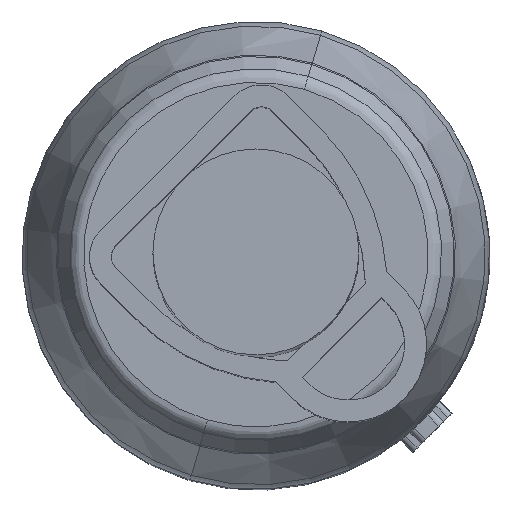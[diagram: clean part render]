
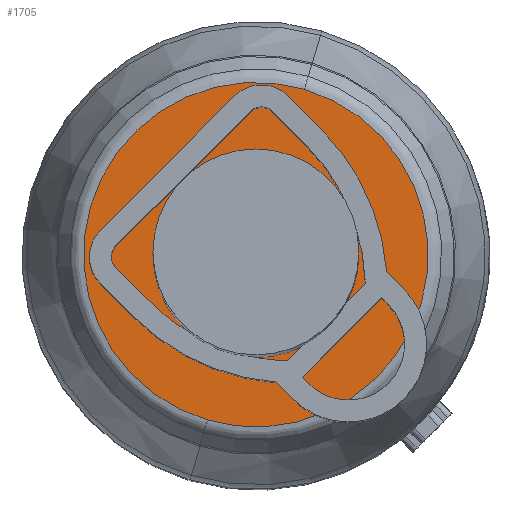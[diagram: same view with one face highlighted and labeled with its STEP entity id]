
A CAD part, top view. The second image highlights one B-rep face of the part: STEP entity #1705.
In plain terms, the highlighted planar face has unit normal (0, 0, 1).
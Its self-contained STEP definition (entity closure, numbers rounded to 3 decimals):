
#47=AXIS2_PLACEMENT_3D('Circle Axis2P3D',#45,#46,$) ;
#81=AXIS2_PLACEMENT_3D('Circle Axis2P3D',#79,#80,$) ;
#1681=AXIS2_PLACEMENT_3D('Plane Axis2P3D',#1678,#1679,#1680) ;
#1685=AXIS2_PLACEMENT_3D('Circle Axis2P3D',#1683,#1684,$) ;
#1694=AXIS2_PLACEMENT_3D('Circle Axis2P3D',#1692,#1693,$) ;
#40=CARTESIAN_POINT('Vertex',(10.8,7.5,51.)) ;
#45=CARTESIAN_POINT('Axis2P3D Location',(7.5,7.5,51.)) ;
#49=CARTESIAN_POINT('Vertex',(4.2,7.5,51.)) ;
#79=CARTESIAN_POINT('Axis2P3D Location',(7.5,7.5,51.)) ;
#1678=CARTESIAN_POINT('Axis2P3D Location',(3.595,3.595,51.)) ;
#1683=CARTESIAN_POINT('Axis2P3D Location',(7.5,7.5,51.)) ;
#1687=CARTESIAN_POINT('Vertex',(5.945,2.201,51.)) ;
#1689=CARTESIAN_POINT('Vertex',(9.055,12.799,51.)) ;
#1692=CARTESIAN_POINT('Axis2P3D Location',(7.5,7.5,51.)) ;
#46=DIRECTION('Axis2P3D Direction',(0.,0.,1.)) ;
#80=DIRECTION('Axis2P3D Direction',(0.,0.,1.)) ;
#1679=DIRECTION('Axis2P3D Direction',(0.,0.,1.)) ;
#1680=DIRECTION('Axis2P3D XDirection',(0.707,-0.707,0.)) ;
#1684=DIRECTION('Axis2P3D Direction',(0.,0.,1.)) ;
#1693=DIRECTION('Axis2P3D Direction',(0.,0.,1.)) ;
#1698=ORIENTED_EDGE('',*,*,#1691,.T.) ;
#1699=ORIENTED_EDGE('',*,*,#1696,.T.) ;
#1702=ORIENTED_EDGE('',*,*,#51,.F.) ;
#1703=ORIENTED_EDGE('',*,*,#83,.F.) ;
#1704=FACE_BOUND('',#1701,.T.) ;
#1705=ADVANCED_FACE('Hauptk\X2\00F6\X0\rper',(#1700,#1704),#1682,.T.) ;
#48=CIRCLE('generated circle',#47,3.3) ;
#82=CIRCLE('generated circle',#81,3.3) ;
#1686=CIRCLE('generated circle',#1685,5.523) ;
#1695=CIRCLE('generated circle',#1694,5.523) ;
#51=EDGE_CURVE('',#41,#50,#48,.T.) ;
#83=EDGE_CURVE('',#50,#41,#82,.T.) ;
#1691=EDGE_CURVE('',#1688,#1690,#1686,.T.) ;
#1696=EDGE_CURVE('',#1690,#1688,#1695,.T.) ;
#1697=EDGE_LOOP('',(#1698,#1699)) ;
#1701=EDGE_LOOP('',(#1702,#1703)) ;
#1700=FACE_OUTER_BOUND('',#1697,.T.) ;
#1682=PLANE('',#1681) ;
#41=VERTEX_POINT('',#40) ;
#50=VERTEX_POINT('',#49) ;
#1688=VERTEX_POINT('',#1687) ;
#1690=VERTEX_POINT('',#1689) ;
